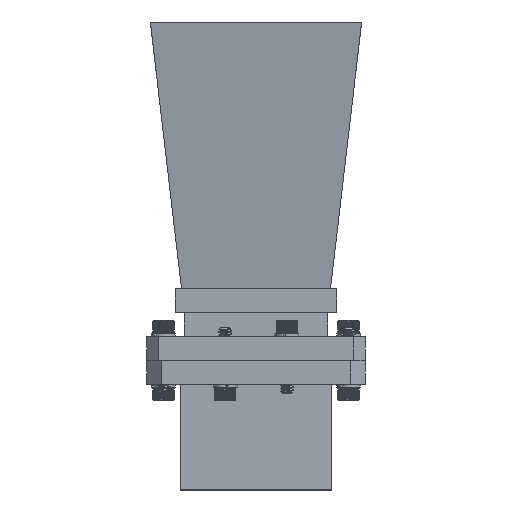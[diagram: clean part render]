
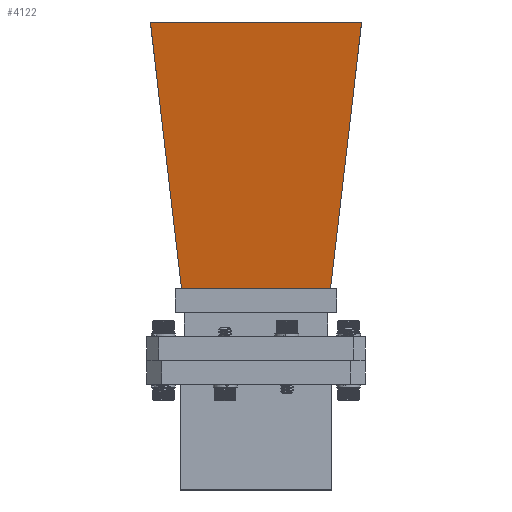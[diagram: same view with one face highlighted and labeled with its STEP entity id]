
A CAD part, front view. The second image highlights one B-rep face of the part: STEP entity #4122.
In plain terms, the highlighted planar face has unit normal (0, -0.988, -0.152).
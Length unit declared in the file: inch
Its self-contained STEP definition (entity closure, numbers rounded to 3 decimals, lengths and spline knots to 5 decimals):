
#79 = CARTESIAN_POINT ( 'NONE',  ( -1.10099, -0.8014, 3.02137 ) ) ;
#284 = CARTESIAN_POINT ( 'NONE',  ( -3.84499, -0.8014, 3.02137 ) ) ;
#484 = PLANE ( 'NONE',  #5993 ) ;
#777 = DIRECTION ( 'NONE',  ( -1., 0., 0. ) ) ;
#1582 = CARTESIAN_POINT ( 'NONE',  ( 0.80844, -0.41512, 0.51824 ) ) ;
#2220 = VECTOR ( 'NONE', #777, 39.37008 ) ;
#2435 = CARTESIAN_POINT ( 'NONE',  ( -0.77709, -0.37373, 0.25 ) ) ;
#3011 = CARTESIAN_POINT ( 'NONE',  ( 1.52662, -0.37373, 0.25 ) ) ;
#3109 = VECTOR ( 'NONE', #6126, 39.37008 ) ;
#3556 = EDGE_LOOP ( 'NONE', ( #5576, #12941, #9306, #5389 ) ) ;
#3613 = EDGE_CURVE ( 'NONE', #7907, #9826, #13007, .T. ) ;
#3835 = CARTESIAN_POINT ( 'NONE',  ( -0.80844, -0.41512, 0.51824 ) ) ;
#4122 = ADVANCED_FACE ( 'NONE', ( #7244 ), #484, .T. ) ;
#4188 = VERTEX_POINT ( 'NONE', #10611 ) ;
#4302 = VECTOR ( 'NONE', #4956, 39.37008 ) ;
#4371 = EDGE_CURVE ( 'NONE', #11255, #9826, #9792, .T. ) ;
#4956 = DIRECTION ( 'NONE',  ( 0.115, 0.152, -0.982 ) ) ;
#5389 = ORIENTED_EDGE ( 'NONE', *, *, #4371, .F. ) ;
#5576 = ORIENTED_EDGE ( 'NONE', *, *, #10542, .F. ) ;
#5937 = DIRECTION ( 'NONE',  ( 1., 0., 0. ) ) ;
#5993 = AXIS2_PLACEMENT_3D ( 'NONE', #11878, #14139, #6135 ) ;
#6126 = DIRECTION ( 'NONE',  ( -0.115, 0.152, -0.982 ) ) ;
#6135 = DIRECTION ( 'NONE',  ( 0., 0.153, -0.988 ) ) ;
#7244 = FACE_OUTER_BOUND ( 'NONE', #3556, .T. ) ;
#7907 = VERTEX_POINT ( 'NONE', #79 ) ;
#9306 = ORIENTED_EDGE ( 'NONE', *, *, #3613, .T. ) ;
#9648 = VECTOR ( 'NONE', #5937, 39.37008 ) ;
#9792 = LINE ( 'NONE', #3011, #2220 ) ;
#9826 = VERTEX_POINT ( 'NONE', #2435 ) ;
#10425 = CARTESIAN_POINT ( 'NONE',  ( 0.77709, -0.37373, 0.25 ) ) ;
#10494 = LINE ( 'NONE', #284, #9648 ) ;
#10542 = EDGE_CURVE ( 'NONE', #4188, #11255, #11789, .T. ) ;
#10611 = CARTESIAN_POINT ( 'NONE',  ( 1.10099, -0.8014, 3.02137 ) ) ;
#11255 = VERTEX_POINT ( 'NONE', #10425 ) ;
#11789 = LINE ( 'NONE', #1582, #3109 ) ;
#11878 = CARTESIAN_POINT ( 'NONE',  ( -3.84499, -0.36163, 0.1716 ) ) ;
#12941 = ORIENTED_EDGE ( 'NONE', *, *, #14315, .F. ) ;
#13007 = LINE ( 'NONE', #3835, #4302 ) ;
#14139 = DIRECTION ( 'NONE',  ( 0., -0.988, -0.153 ) ) ;
#14315 = EDGE_CURVE ( 'NONE', #7907, #4188, #10494, .T. ) ;
